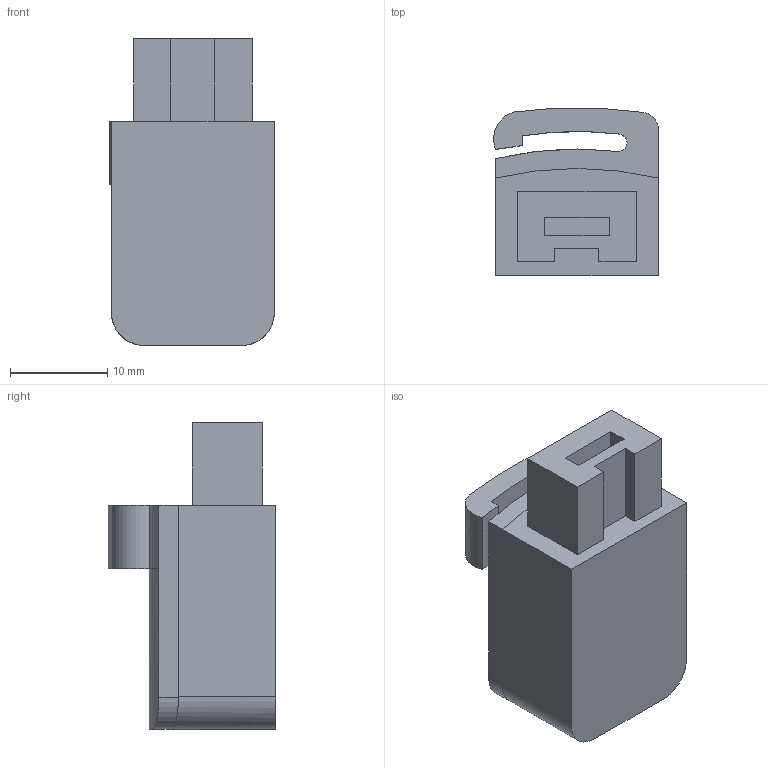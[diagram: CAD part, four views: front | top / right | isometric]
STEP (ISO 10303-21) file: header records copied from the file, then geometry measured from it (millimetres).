
FILE_DESCRIPTION(('FreeCAD Model'),'2;1');
FILE_NAME('WiiNunChuck-cable.step','2018-05-06T20:03:51',('Author'),(''), 'Open CASCADE STEP processor 7.1','FreeCAD','Unknown');
FILE_SCHEMA(('AUTOMOTIVE_DESIGN { 1 0 10303 214 1 1 1 1 }'));
Length unit declared in the file: millimetre
Products named in the file (3): Body; conn; clip
Bounding box: 16.89 x 17.2 x 31.5 mm (x, y, z)
Volume: 5731.8 mm3; surface area: 3445.2 mm2
Topology: 3 solids, 3 shells, 41 faces, 100 edges, 66 vertices
Faces by surface type: plane 27, cylinder 14
Entity records: 3127 total; most frequent: CARTESIAN_POINT 1052, DIRECTION 374, LINE 241, VECTOR 241, ORIENTED_EDGE 200, PCURVE 200, DEFINITIONAL_REPRESENTATION 200, EDGE_CURVE 100
